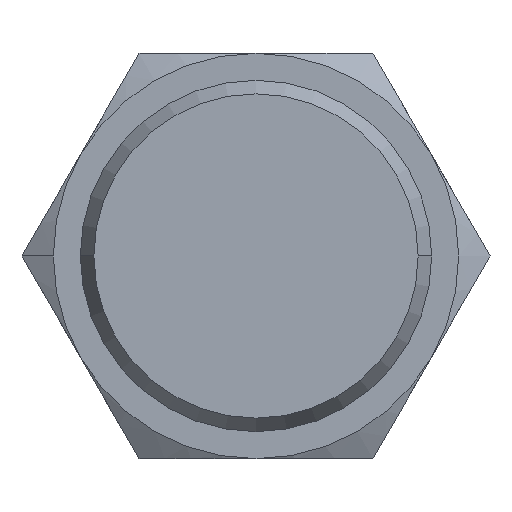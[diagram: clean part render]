
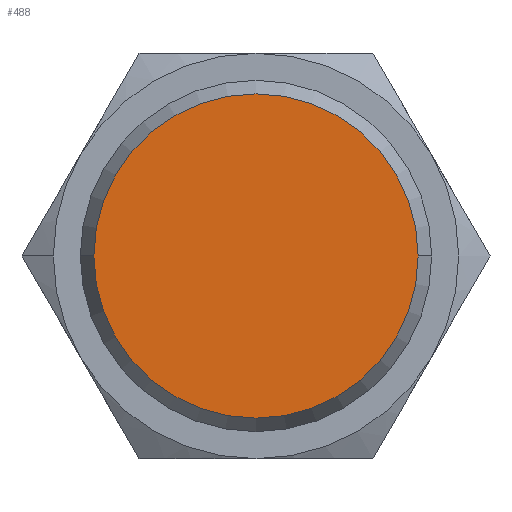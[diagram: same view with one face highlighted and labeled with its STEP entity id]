
A CAD part, front view. The second image highlights one B-rep face of the part: STEP entity #488.
In plain terms, the highlighted planar face has unit normal (0, -1, 0).
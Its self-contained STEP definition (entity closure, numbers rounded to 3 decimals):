
#7 = DIRECTION ( 'NONE',  ( -1., 0., 0. ) ) ;
#16 = DIRECTION ( 'NONE',  ( 0., 1., 0. ) ) ;
#133 = ORIENTED_EDGE ( 'NONE', *, *, #424, .F. ) ;
#236 = DIRECTION ( 'NONE',  ( 0., 1., 0. ) ) ;
#329 = EDGE_CURVE ( 'NONE', #748, #379, #857, .T. ) ;
#379 = VERTEX_POINT ( 'NONE', #690 ) ;
#424 = EDGE_CURVE ( 'NONE', #379, #748, #469, .T. ) ;
#435 = AXIS2_PLACEMENT_3D ( 'NONE', #922, #472, #7 ) ;
#447 = EDGE_LOOP ( 'NONE', ( #524, #133 ) ) ;
#469 = CIRCLE ( 'NONE', #435, 12. ) ;
#472 = DIRECTION ( 'NONE',  ( 0., 1., 0. ) ) ;
#488 = ADVANCED_FACE ( 'NONE', ( #870 ), #926, .F. ) ;
#524 = ORIENTED_EDGE ( 'NONE', *, *, #329, .F. ) ;
#548 = DIRECTION ( 'NONE',  ( -1., 0., 0. ) ) ;
#690 = CARTESIAN_POINT ( 'NONE',  ( 12., 0., 0. ) ) ;
#695 = CARTESIAN_POINT ( 'NONE',  ( -12., 0., 0. ) ) ;
#748 = VERTEX_POINT ( 'NONE', #695 ) ;
#755 = DIRECTION ( 'NONE',  ( -1., 0., 0. ) ) ;
#775 = CARTESIAN_POINT ( 'NONE',  ( 0., 0., 0. ) ) ;
#857 = CIRCLE ( 'NONE', #956, 12. ) ;
#870 = FACE_OUTER_BOUND ( 'NONE', #447, .T. ) ;
#895 = CARTESIAN_POINT ( 'NONE',  ( 0., 0., 0. ) ) ;
#922 = CARTESIAN_POINT ( 'NONE',  ( 0., 0., 0. ) ) ;
#926 = PLANE ( 'NONE',  #985 ) ;
#956 = AXIS2_PLACEMENT_3D ( 'NONE', #895, #236, #755 ) ;
#985 = AXIS2_PLACEMENT_3D ( 'NONE', #775, #16, #548 ) ;
